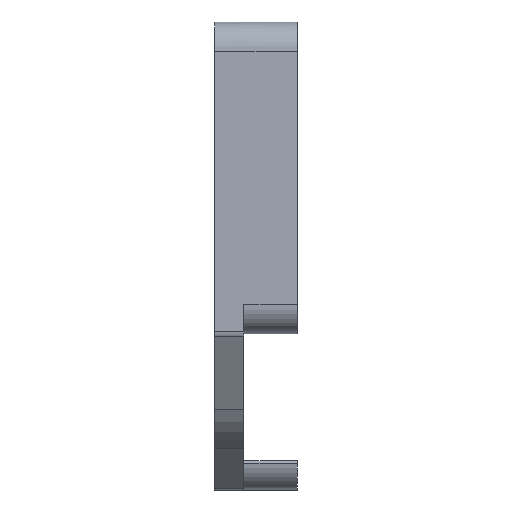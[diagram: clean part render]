
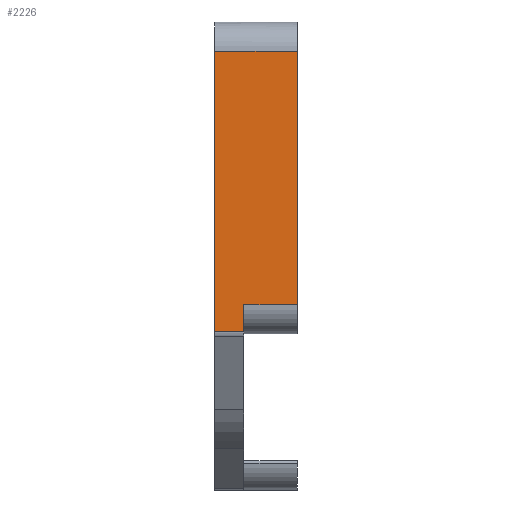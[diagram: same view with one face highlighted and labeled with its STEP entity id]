
A CAD part, left-side view. The second image highlights one B-rep face of the part: STEP entity #2226.
In plain terms, the highlighted planar face has unit normal (-1, 0, 0).
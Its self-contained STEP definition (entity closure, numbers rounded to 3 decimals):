
#60=PLANE('',#2469);
#172=FACE_OUTER_BOUND('',#285,.T.);
#285=EDGE_LOOP('',(#2018,#2019,#2020,#2021,#2022,#2023));
#302=LINE('',#3180,#519);
#375=LINE('',#3433,#592);
#476=LINE('',#3722,#693);
#499=LINE('',#3788,#716);
#505=LINE('',#3800,#722);
#511=LINE('',#3812,#728);
#519=VECTOR('',#2502,10.);
#592=VECTOR('',#2711,10.);
#693=VECTOR('',#3030,10.);
#716=VECTOR('',#3097,10.);
#722=VECTOR('',#3113,10.);
#728=VECTOR('',#3131,10.);
#854=VERTEX_POINT('',#3177);
#855=VERTEX_POINT('',#3179);
#966=VERTEX_POINT('',#3430);
#967=VERTEX_POINT('',#3432);
#1066=VERTEX_POINT('',#3785);
#1067=VERTEX_POINT('',#3787);
#1078=EDGE_CURVE('',#855,#854,#302,.T.);
#1207=EDGE_CURVE('',#967,#966,#375,.T.);
#1352=EDGE_CURVE('',#966,#855,#476,.T.);
#1386=EDGE_CURVE('',#1067,#1066,#499,.T.);
#1393=EDGE_CURVE('',#854,#1067,#505,.T.);
#1399=EDGE_CURVE('',#1066,#967,#511,.T.);
#2018=ORIENTED_EDGE('',*,*,#1393,.T.);
#2019=ORIENTED_EDGE('',*,*,#1386,.T.);
#2020=ORIENTED_EDGE('',*,*,#1399,.T.);
#2021=ORIENTED_EDGE('',*,*,#1207,.T.);
#2022=ORIENTED_EDGE('',*,*,#1352,.T.);
#2023=ORIENTED_EDGE('',*,*,#1078,.T.);
#2226=ADVANCED_FACE('',(#172),#60,.F.);
#2469=AXIS2_PLACEMENT_3D('',#3813,#3132,#3133);
#2502=DIRECTION('',(0.,0.,1.));
#2711=DIRECTION('',(0.,0.,1.));
#3030=DIRECTION('',(0.,-1.,0.));
#3097=DIRECTION('',(0.,0.,-1.));
#3113=DIRECTION('',(0.,1.,0.));
#3131=DIRECTION('',(0.,-1.,0.));
#3132=DIRECTION('center_axis',(1.,0.,0.));
#3133=DIRECTION('ref_axis',(0.,0.,-1.));
#3177=CARTESIAN_POINT('',(-13.,-5.5,32.));
#3179=CARTESIAN_POINT('',(-13.,-5.5,6.));
#3180=CARTESIAN_POINT('',(-13.,-5.5,35.));
#3430=CARTESIAN_POINT('',(-13.,0.,6.));
#3432=CARTESIAN_POINT('',(-13.,0.,3.254));
#3433=CARTESIAN_POINT('',(-13.,0.,17.5));
#3722=CARTESIAN_POINT('',(-13.,0.,6.));
#3785=CARTESIAN_POINT('',(-13.,3.,3.254));
#3787=CARTESIAN_POINT('',(-13.,3.,32.));
#3788=CARTESIAN_POINT('',(-13.,3.,35.));
#3800=CARTESIAN_POINT('',(-13.,0.,32.));
#3812=CARTESIAN_POINT('',(-13.,0.,3.254));
#3813=CARTESIAN_POINT('Origin',(-13.,0.,35.));
